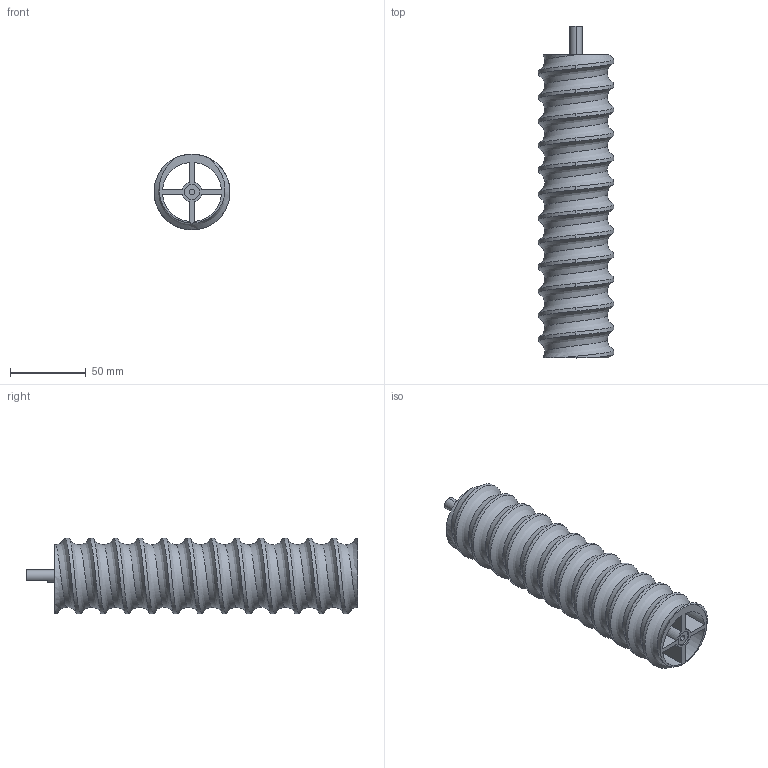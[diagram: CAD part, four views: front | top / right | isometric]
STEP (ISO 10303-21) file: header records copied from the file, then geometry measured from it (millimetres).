
FILE_DESCRIPTION (( 'STEP AP203' ), '1' );
FILE_NAME ('蹟裝-衵忒.', '2023-06-28T23:40:22', ( '' ), ( '' ), 'SwSTEP 2.0', 'SolidWorks 2021', '' );
FILE_SCHEMA (( 'CONFIG_CONTROL_DESIGN' ));
Length unit declared in the file: millimetre
Products named in the file (1): ﾂﾝｸﾋ-ﾓﾒﾊﾖｨｮｨｰｨｺ_｡ｧ_｡ｧ｡罍ｧo_
Bounding box: 50 x 219 x 50 mm (x, y, z)
Volume: 116488 mm3; surface area: 91317.9 mm2
Topology: 1 solids, 1 shells, 70 faces, 198 edges, 132 vertices
Faces by surface type: cylinder 50, plane 18, bspline 2
Entity records: 11808 total; most frequent: CARTESIAN_POINT 10017, ORIENTED_EDGE 396, DIRECTION 331, EDGE_CURVE 198, VERTEX_POINT 132, AXIS2_PLACEMENT_3D 121, VECTOR 89, LINE 89
